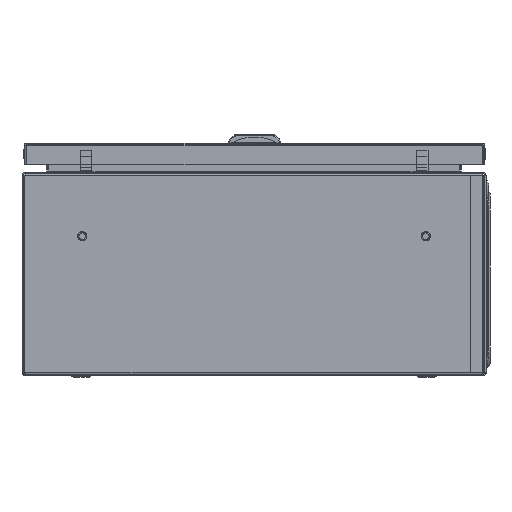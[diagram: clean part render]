
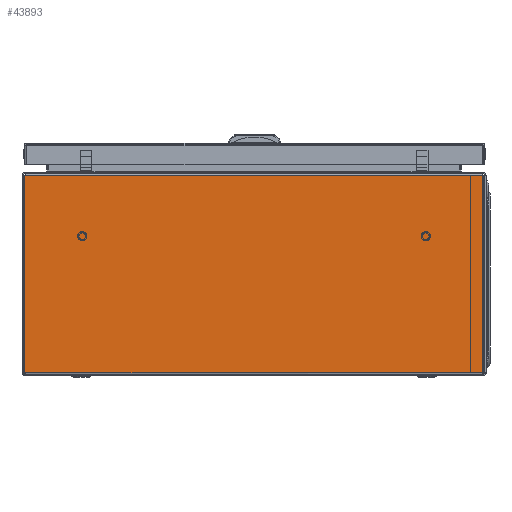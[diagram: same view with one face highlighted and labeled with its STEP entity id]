
A CAD part, left-side view. The second image highlights one B-rep face of the part: STEP entity #43893.
In plain terms, the highlighted planar face has unit normal (-1, 0, 0).
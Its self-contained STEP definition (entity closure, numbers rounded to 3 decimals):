
#865 = CARTESIAN_POINT ( 'NONE',  ( -1.2, -85.1, -197.55 ) ) ;
#2216 = DIRECTION ( 'NONE',  ( 1., 0., 0. ) ) ;
#2492 = DIRECTION ( 'NONE',  ( 0., 0., -1. ) ) ;
#2548 = PLANE ( 'NONE',  #67095 ) ;
#2634 = FACE_OUTER_BOUND ( 'NONE', #13766, .T. ) ;
#4449 = CARTESIAN_POINT ( 'NONE',  ( -1.2, -85.1, -198.8 ) ) ;
#7493 = VECTOR ( 'NONE', #26786, 1000. ) ;
#9031 = EDGE_CURVE ( 'NONE', #53782, #20963, #66778, .T. ) ;
#9296 = LINE ( 'NONE', #26861, #7493 ) ;
#13697 = VERTEX_POINT ( 'NONE', #62912 ) ;
#13766 = EDGE_LOOP ( 'NONE', ( #32457, #31938, #31913, #31489, #33558, #37115, #37293 ) ) ;
#13901 = VECTOR ( 'NONE', #54706, 1000. ) ;
#15698 = CARTESIAN_POINT ( 'NONE',  ( -1.2, -85.1, 198.8 ) ) ;
#15710 = LINE ( 'NONE', #15698, #59694 ) ;
#17230 = LINE ( 'NONE', #17306, #58543 ) ;
#17306 = CARTESIAN_POINT ( 'NONE',  ( -1.2, 85.1, 197. ) ) ;
#17334 = DIRECTION ( 'NONE',  ( 0., 0., -1. ) ) ;
#19647 = CARTESIAN_POINT ( 'NONE',  ( -1.2, -85.1, 198.8 ) ) ;
#20420 = CARTESIAN_POINT ( 'NONE',  ( -1.2, 85.1, -197.3 ) ) ;
#20963 = VERTEX_POINT ( 'NONE', #24776 ) ;
#22172 = DIRECTION ( 'NONE',  ( 0., 0., -1. ) ) ;
#24011 = EDGE_CURVE ( 'NONE', #50514, #29482, #17230, .T. ) ;
#24102 = EDGE_CURVE ( 'NONE', #35730, #36522, #15710, .T. ) ;
#24776 = CARTESIAN_POINT ( 'NONE',  ( -1.2, -85.1, -197.6 ) ) ;
#25112 = DIRECTION ( 'NONE',  ( 0., 0., -1. ) ) ;
#25642 = CARTESIAN_POINT ( 'NONE',  ( -1.2, 85.1, 197. ) ) ;
#26786 = DIRECTION ( 'NONE',  ( 0., 0., 1. ) ) ;
#26861 = CARTESIAN_POINT ( 'NONE',  ( -1.2, 85.1, 198.8 ) ) ;
#27467 = VECTOR ( 'NONE', #41990, 1000. ) ;
#29482 = VERTEX_POINT ( 'NONE', #20420 ) ;
#31489 = ORIENTED_EDGE ( 'NONE', *, *, #65575, .T. ) ;
#31745 = VECTOR ( 'NONE', #65186, 1000. ) ;
#31913 = ORIENTED_EDGE ( 'NONE', *, *, #64188, .F. ) ;
#31938 = ORIENTED_EDGE ( 'NONE', *, *, #24011, .T. ) ;
#32457 = ORIENTED_EDGE ( 'NONE', *, *, #46066, .F. ) ;
#33558 = ORIENTED_EDGE ( 'NONE', *, *, #9031, .F. ) ;
#35730 = VERTEX_POINT ( 'NONE', #70410 ) ;
#36522 = VERTEX_POINT ( 'NONE', #54786 ) ;
#37115 = ORIENTED_EDGE ( 'NONE', *, *, #47540, .T. ) ;
#37293 = ORIENTED_EDGE ( 'NONE', *, *, #24102, .F. ) ;
#41840 = CARTESIAN_POINT ( 'NONE',  ( -1.2, -85.1, -197.55 ) ) ;
#41914 = LINE ( 'NONE', #41840, #27467 ) ;
#41990 = DIRECTION ( 'NONE',  ( 0., 0., 1. ) ) ;
#43893 = ADVANCED_FACE ( 'NONE', ( #2634 ), #2548, .F. ) ;
#46066 = EDGE_CURVE ( 'NONE', #50514, #35730, #65101, .T. ) ;
#47540 = EDGE_CURVE ( 'NONE', #53782, #36522, #41914, .T. ) ;
#50514 = VERTEX_POINT ( 'NONE', #25642 ) ;
#53782 = VERTEX_POINT ( 'NONE', #865 ) ;
#54690 = LINE ( 'NONE', #54698, #13901 ) ;
#54698 = CARTESIAN_POINT ( 'NONE',  ( -1.2, 85.1, -197.6 ) ) ;
#54706 = DIRECTION ( 'NONE',  ( 0., -1., 0. ) ) ;
#54786 = CARTESIAN_POINT ( 'NONE',  ( -1.2, -85.1, 196.95 ) ) ;
#54937 = VECTOR ( 'NONE', #25112, 1000. ) ;
#58543 = VECTOR ( 'NONE', #17334, 1000. ) ;
#59694 = VECTOR ( 'NONE', #22172, 1000. ) ;
#62912 = CARTESIAN_POINT ( 'NONE',  ( -1.2, 85.1, -197.6 ) ) ;
#64188 = EDGE_CURVE ( 'NONE', #13697, #29482, #9296, .T. ) ;
#65101 = LINE ( 'NONE', #65273, #31745 ) ;
#65186 = DIRECTION ( 'NONE',  ( 0., -1., 0. ) ) ;
#65273 = CARTESIAN_POINT ( 'NONE',  ( -1.2, 85.1, 197. ) ) ;
#65575 = EDGE_CURVE ( 'NONE', #13697, #20963, #54690, .T. ) ;
#66778 = LINE ( 'NONE', #19647, #54937 ) ;
#67095 = AXIS2_PLACEMENT_3D ( 'NONE', #4449, #2216, #2492 ) ;
#70410 = CARTESIAN_POINT ( 'NONE',  ( -1.2, -85.1, 197. ) ) ;
